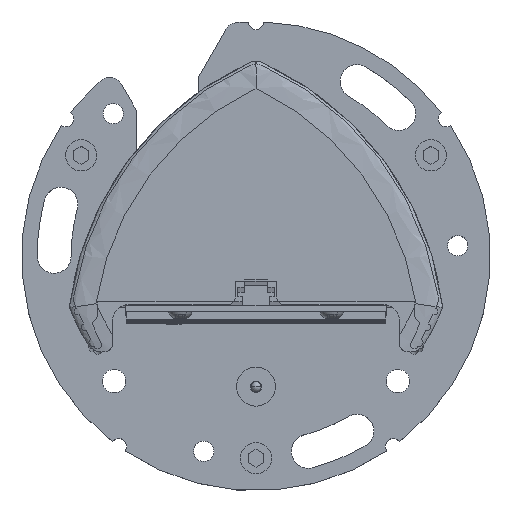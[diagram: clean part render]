
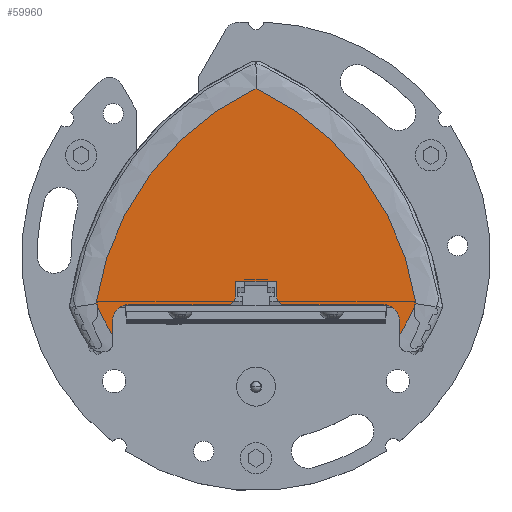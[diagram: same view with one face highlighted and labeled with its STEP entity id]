
A CAD part, top view. The second image highlights one B-rep face of the part: STEP entity #59960.
In plain terms, the highlighted planar face has unit normal (0, 0, 1).
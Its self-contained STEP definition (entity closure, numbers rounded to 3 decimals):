
#9250=CARTESIAN_POINT('',(7.,-11.534,1184.));
#9260=VERTEX_POINT('',#9250);
#9560=CARTESIAN_POINT('',(-7.,-11.534,1184.));
#9570=VERTEX_POINT('',#9560);
#9600=CARTESIAN_POINT('',(0.,-11.534,1184.))
;
#9610=DIRECTION('',(1.,0.,0.));
#9620=VECTOR('',#9610,1.);
#9630=LINE('',#9600,#9620);
#9640=EDGE_CURVE('',#9570,#9260,#9630,.T.);
#56840=CARTESIAN_POINT('',(-8.,-12.534,1184.));
#56850=VERTEX_POINT('',#56840);
#56880=CARTESIAN_POINT('',(-7.,-12.534,1184.));
#56890=DIRECTION('',(0.,0.,1.));
#56900=DIRECTION('',(-1.,0.,0.));
#56910=AXIS2_PLACEMENT_3D('',#56880,#56890,#56900);
#56920=CIRCLE('',#56910,1.);
#56930=EDGE_CURVE('',#9570,#56850,#56920,.T.);
#57180=CARTESIAN_POINT('',(-8.,-17.634,1184.));
#57190=VERTEX_POINT('',#57180);
#57220=CARTESIAN_POINT('',(-8.,35.89,1184.));
#57230=DIRECTION('',(0.,1.,0.));
#57240=VECTOR('',#57230,1.);
#57250=LINE('',#57220,#57240);
#57260=EDGE_CURVE('',#57190,#56850,#57250,.T.);
#57490=CARTESIAN_POINT('',(-11.,-20.634,1184.));
#57500=VERTEX_POINT('',#57490);
#57530=CARTESIAN_POINT('',(-11.,-17.634,1184.));
#57540=DIRECTION('',(0.,0.,-1.));
#57550=DIRECTION('',(-0.139,0.99,0.));
#57560=AXIS2_PLACEMENT_3D('',#57530,#57540,#57550);
#57570=CIRCLE('',#57560,3.);
#57580=EDGE_CURVE('',#57190,#57500,#57570,.T.);
#58750=CARTESIAN_POINT('',(71.713,-21.732,1184.));
#58760=DIRECTION('',(-0.,0.,-1.));
#58770=DIRECTION('',(-0.139,-0.99,0.));
#58780=AXIS2_PLACEMENT_3D('',#58750,#58760,#58770);
#58790=PLANE('',#58780);
#58800=CARTESIAN_POINT('',(-49.,-26.634,1184.));
#58810=DIRECTION('',(0.,0.,1.));
#58820=DIRECTION('',(1.,0.,0.));
#58830=AXIS2_PLACEMENT_3D('',#58800,#58810,#58820);
#58840=CIRCLE('',#58830,6.);
#58850=CARTESIAN_POINT('',(-49.,-20.634,1184.));
#58860=VERTEX_POINT('',#58850);
#58870=CARTESIAN_POINT('',(-55.,-26.634,1184.));
#58880=VERTEX_POINT('',#58870);
#58890=EDGE_CURVE('',#58860,#58880,#58840,.T.);
#58900=ORIENTED_EDGE('',*,*,#58890,.F.);
#58910=CARTESIAN_POINT('',(-55.,35.89,1184.));
#58920=DIRECTION('',(0.,1.,0.));
#58930=VECTOR('',#58920,1.);
#58940=LINE('',#58910,#58930);
#58950=CARTESIAN_POINT('',(-55.,-32.367,1184.));
#58960=VERTEX_POINT('',#58950);
#58970=EDGE_CURVE('',#58960,#58880,#58940,.T.);
#58980=ORIENTED_EDGE('',*,*,#58970,.T.);
#58990=CARTESIAN_POINT('',(37.827,24.765,1184.));
#59000=DIRECTION('',(0.,0.,-1.));
#59010=DIRECTION('',(-0.669,-0.743,0.));
#59020=AXIS2_PLACEMENT_3D('',#58990,#59000,#59010);
#59030=CIRCLE('',#59020,109.);
#59040=CARTESIAN_POINT('',(-61.427,-20.286,1184.));
#59050=VERTEX_POINT('',#59040);
#59060=EDGE_CURVE('',#58960,#59050,#59030,.T.);
#59070=ORIENTED_EDGE('',*,*,#59060,.F.);
#59080=CARTESIAN_POINT('',(46.4,-36.234,1184.));
#59090=DIRECTION('',(0.,0.,1.));
#59100=DIRECTION('',(-0.847,0.531,0.));
#59110=AXIS2_PLACEMENT_3D('',#59080,#59090,#59100);
#59120=CIRCLE('',#59110,109.);
#59130=CARTESIAN_POINT('',(0.,62.397,1184.))
;
#59140=VERTEX_POINT('',#59130);
#59150=EDGE_CURVE('',#59140,#59050,#59120,.T.);
#59160=ORIENTED_EDGE('',*,*,#59150,.T.);
#59170=CARTESIAN_POINT('',(-46.4,-36.234,1184.));
#59180=DIRECTION('',(0.,0.,-1.));
#59190=DIRECTION('',(0.847,0.531,0.));
#59200=AXIS2_PLACEMENT_3D('',#59170,#59180,#59190);
#59210=CIRCLE('',#59200,109.);
#59220=CARTESIAN_POINT('',(61.427,-20.286,1184.));
#59230=VERTEX_POINT('',#59220);
#59240=EDGE_CURVE('',#59140,#59230,#59210,.T.);
#59250=ORIENTED_EDGE('',*,*,#59240,.F.);
#59260=CARTESIAN_POINT('',(-37.827,24.765,1184.));
#59270=DIRECTION('',(0.,0.,1.));
#59280=DIRECTION('',(0.669,-0.743,0.));
#59290=AXIS2_PLACEMENT_3D('',#59260,#59270,#59280);
#59300=CIRCLE('',#59290,109.);
#59310=CARTESIAN_POINT('',(55.,-32.367,1184.));
#59320=VERTEX_POINT('',#59310);
#59330=EDGE_CURVE('',#59320,#59230,#59300,.T.);
#59340=ORIENTED_EDGE('',*,*,#59330,.T.);
#59350=CARTESIAN_POINT('',(55.,35.89,1184.));
#59360=DIRECTION('',(0.,1.,0.));
#59370=VECTOR('',#59360,1.);
#59380=LINE('',#59350,#59370);
#59390=CARTESIAN_POINT('',(55.,-26.634,1184.));
#59400=VERTEX_POINT('',#59390);
#59410=EDGE_CURVE('',#59320,#59400,#59380,.T.);
#59420=ORIENTED_EDGE('',*,*,#59410,.F.);
#59430=CARTESIAN_POINT('',(49.,-26.634,1184.));
#59440=DIRECTION('',(0.,0.,-1.));
#59450=DIRECTION('',(-1.,0.,0.));
#59460=AXIS2_PLACEMENT_3D('',#59430,#59440,#59450);
#59470=CIRCLE('',#59460,6.);
#59480=CARTESIAN_POINT('',(49.,-20.634,1184.));
#59490=VERTEX_POINT('',#59480);
#59500=EDGE_CURVE('',#59490,#59400,#59470,.T.);
#59510=ORIENTED_EDGE('',*,*,#59500,.T.);
#59520=CARTESIAN_POINT('',(0.,-20.634,1184.)
);
#59530=DIRECTION('',(-1.,0.,0.));
#59540=VECTOR('',#59530,1.);
#59550=LINE('',#59520,#59540);
#59560=CARTESIAN_POINT('',(11.,-20.634,1184.));
#59570=VERTEX_POINT('',#59560);
#59580=EDGE_CURVE('',#59490,#59570,#59550,.T.);
#59590=ORIENTED_EDGE('',*,*,#59580,.F.);
#59600=CARTESIAN_POINT('',(11.,-17.634,1184.));
#59610=DIRECTION('',(0.,0.,1.));
#59620=DIRECTION('',(0.139,0.99,0.));
#59630=AXIS2_PLACEMENT_3D('',#59600,#59610,#59620);
#59640=CIRCLE('',#59630,3.);
#59650=CARTESIAN_POINT('',(8.,-17.634,1184.));
#59660=VERTEX_POINT('',#59650);
#59670=EDGE_CURVE('',#59660,#59570,#59640,.T.);
#59680=ORIENTED_EDGE('',*,*,#59670,.T.);
#59690=CARTESIAN_POINT('',(8.,35.89,1184.));
#59700=DIRECTION('',(0.,1.,0.));
#59710=VECTOR('',#59700,1.);
#59720=LINE('',#59690,#59710);
#59730=CARTESIAN_POINT('',(8.,-12.534,1184.));
#59740=VERTEX_POINT('',#59730);
#59750=EDGE_CURVE('',#59660,#59740,#59720,.T.);
#59760=ORIENTED_EDGE('',*,*,#59750,.F.);
#59770=CARTESIAN_POINT('',(7.,-12.534,1184.));
#59780=DIRECTION('',(0.,0.,-1.));
#59790=DIRECTION('',(1.,0.,0.));
#59800=AXIS2_PLACEMENT_3D('',#59770,#59780,#59790);
#59810=CIRCLE('',#59800,1.);
#59820=EDGE_CURVE('',#9260,#59740,#59810,.T.);
#59830=ORIENTED_EDGE('',*,*,#59820,.T.);
#59840=ORIENTED_EDGE('',*,*,#9640,.T.);
#59850=ORIENTED_EDGE('',*,*,#56930,.F.);
#59860=ORIENTED_EDGE('',*,*,#57260,.T.);
#59870=ORIENTED_EDGE('',*,*,#57580,.F.);
#59880=CARTESIAN_POINT('',(0.,-20.634,1184.)
);
#59890=DIRECTION('',(1.,0.,0.));
#59900=VECTOR('',#59890,1.);
#59910=LINE('',#59880,#59900);
#59920=EDGE_CURVE('',#58860,#57500,#59910,.T.);
#59930=ORIENTED_EDGE('',*,*,#59920,.T.);
#59940=EDGE_LOOP('',(#59930,#59870,#59860,#59850,#59840,#59830,#59760,
#59680,#59590,#59510,#59420,#59340,#59250,#59160,#59070,#58980,#58900));
#59950=FACE_OUTER_BOUND('',#59940,.T.);
#59960=ADVANCED_FACE('',(#59950),#58790,.F.);
